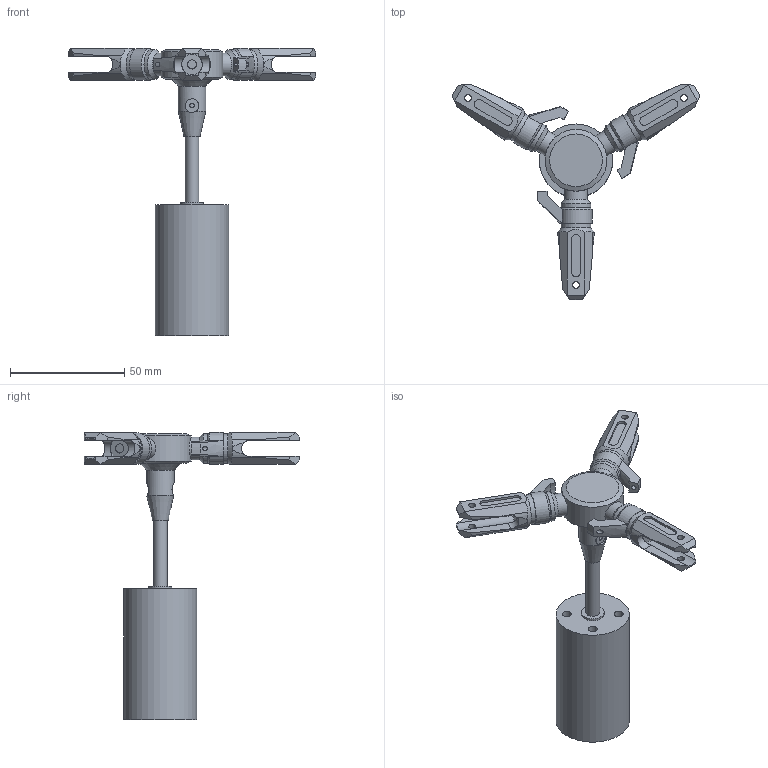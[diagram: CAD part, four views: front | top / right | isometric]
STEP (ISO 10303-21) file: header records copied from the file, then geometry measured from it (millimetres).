
FILE_DESCRIPTION(/* description */ (''),/* implementation_level */ '2;1');
FILE_NAME(/* name */ 'Rotrkopf.stp',/* time_stamp */ '2023-04-11T10:51:06+02:00',/* author */ ('tadeu'),/* organization */ (''),/* preprocessor_version */ 'ST-DEVELOPER v19.2',/* originating_system */ 'Autodesk Inventor 2023',/* authorisation */ '');
FILE_SCHEMA (('AUTOMOTIVE_DESIGN { 1 0 10303 214 3 1 1 }'));
Length unit declared in the file: millimetre
Products named in the file (5): Rotrkopf; Welle; RotorKopf_Hub; RotorArm; Generator
Assembly tree (6 placements, depth 2):
  Rotrkopf
    Welle
    RotorKopf_Hub
    RotorArm  x3
    Generator
Bounding box: 108.32 x 94.28 x 125.5 mm (x, y, z)
Volume: 70609.6 mm3; surface area: 26010.8 mm2
Topology: 6 solids, 6 shells, 240 faces, 589 edges, 387 vertices
Faces by surface type: plane 133, cylinder 88, cone 19
Full cylindrical faces by diameter (mm): 2 x5, 3 x6, 4 x14, 6 x5, 10 x4, 12 x1, 13 x6, 27 x1, 32 x1
Entity records: 4014 total; most frequent: CARTESIAN_POINT 1026, DIRECTION 610, ORIENTED_EDGE 546, EDGE_CURVE 273, AXIS2_PLACEMENT_3D 244, VERTEX_POINT 181, EDGE_LOOP 154, LINE 122
